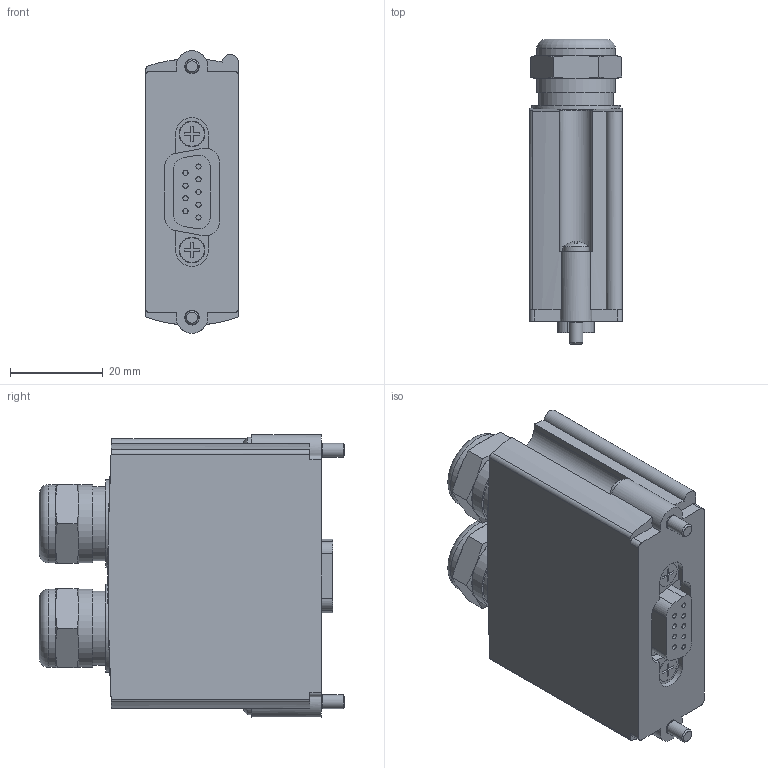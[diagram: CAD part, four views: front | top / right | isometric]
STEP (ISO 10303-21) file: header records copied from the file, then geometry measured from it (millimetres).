
FILE_DESCRIPTION(/* description */ ('STEP AP214'),/* implementation_level */ '2;1');
FILE_NAME(/* name */ '532219_FBS-SUB-9-BU-2X5POL-B',/* time_stamp */ '2024-08-28T12:48:07+02:00',/* author */ ('License CC BY-ND 4.0'),/* organization */ ('CADENAS'),/* preprocessor_version */ 'ST-DEVELOPER v19.3',/* originating_system */ 'PARTsolutions',/* authorisation */ ' ');
FILE_SCHEMA (('AUTOMOTIVE_DESIGN {1 0 10303 214 3 1 1}'));
Length unit declared in the file: millimetre
Products named in the file (1): 532219 FBS-SUB-9-BU-2x5POL-B---(1)
Bounding box: 20 x 65.75 x 60.9 mm (x, y, z)
Volume: 56013.3 mm3; surface area: 13159.8 mm2
Topology: 1 solids, 1 shells, 225 faces, 538 edges, 351 vertices
Faces by surface type: plane 131, cylinder 58, cone 32, torus 4
Full cylindrical faces by diameter (mm): 1.1 x9, 2.6 x2, 3 x2, 3.2 x2, 5 x2, 5.6 x2, 16 x2, 16.9 x4, 19 x2
Entity records: 7924 total; most frequent: CARTESIAN_POINT 1361, DIRECTION 1002, ORIENTED_EDGE 972, EDGE_CURVE 486, AXIS2_PLACEMENT_3D 376, VERTEX_POINT 338, EDGE_LOOP 300, FACE_BOUND 300
